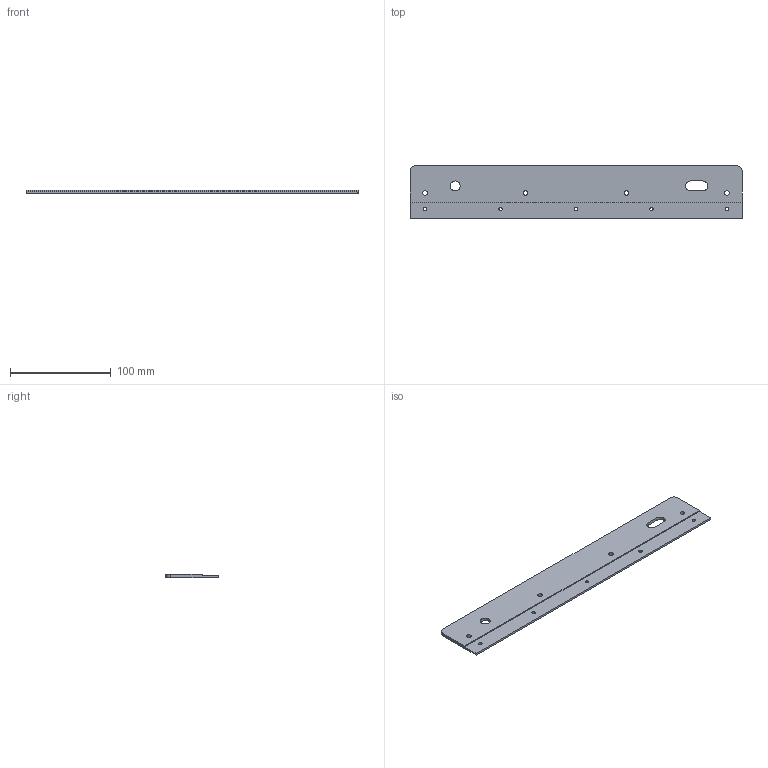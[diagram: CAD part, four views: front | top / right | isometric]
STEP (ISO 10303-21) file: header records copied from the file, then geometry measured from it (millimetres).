
FILE_DESCRIPTION (( 'STEP AP214' ), '1' );
FILE_NAME ('Porte lame RV.STEP', '2018-07-26T09:50:19', ( 'ADMIN' ), ( 'Hewlett-Packard Company' ), 'SwSTEP 2.0', 'SolidWorks 2018', '' );
FILE_SCHEMA (( 'AUTOMOTIVE_DESIGN' ));
Length unit declared in the file: millimetre
Products named in the file (1): Porte lame RV
Bounding box: 330 x 52 x 3 mm (x, y, z)
Volume: 45054.9 mm3; surface area: 36310.4 mm2
Topology: 1 solids, 1 shells, 35 faces, 99 edges, 66 vertices
Faces by surface type: cylinder 25, plane 10
Entity records: 1241 total; most frequent: DIRECTION 221, CARTESIAN_POINT 201, ORIENTED_EDGE 198, EDGE_CURVE 99, AXIS2_PLACEMENT_3D 86, VERTEX_POINT 66, EDGE_LOOP 57, CIRCLE 50
